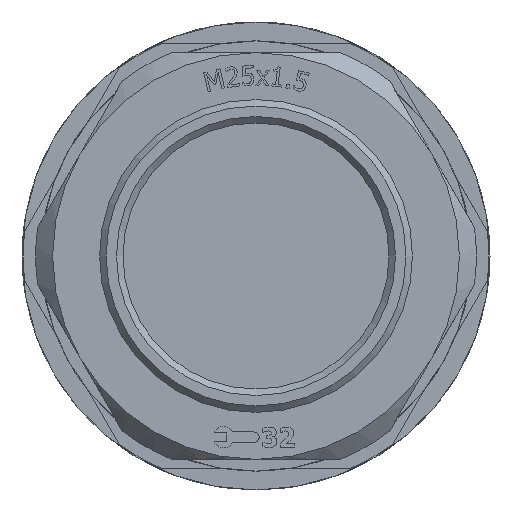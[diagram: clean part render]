
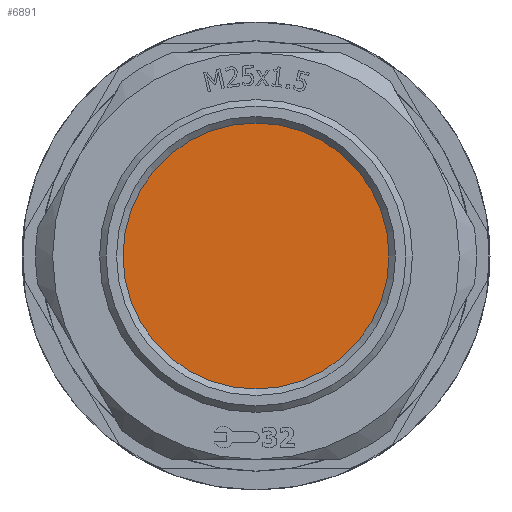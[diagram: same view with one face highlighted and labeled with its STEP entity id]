
A CAD part, front view. The second image highlights one B-rep face of the part: STEP entity #6891.
In plain terms, the highlighted planar face has unit normal (0, -1, 0).
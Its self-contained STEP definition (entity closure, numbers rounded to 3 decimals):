
#174=PLANE('',#7295);
#423=FACE_OUTER_BOUND('',#793,.T.);
#793=EDGE_LOOP('',(#4543));
#1185=CIRCLE('',#7296,10.2);
#2837=VERTEX_POINT('',#13682);
#3518=EDGE_CURVE('',#2837,#2837,#1185,.T.);
#4543=ORIENTED_EDGE('',*,*,#3518,.F.);
#6891=ADVANCED_FACE('',(#423),#174,.T.);
#7295=AXIS2_PLACEMENT_3D('',#13681,#7689,#7690);
#7296=AXIS2_PLACEMENT_3D('',#13683,#7691,#7692);
#7689=DIRECTION('center_axis',(0.,-1.,0.));
#7690=DIRECTION('ref_axis',(0.,0.,-1.));
#7691=DIRECTION('center_axis',(0.,1.,0.));
#7692=DIRECTION('ref_axis',(0.,0.,1.));
#13681=CARTESIAN_POINT('Origin',(-5.576,-14.584,0.));
#13682=CARTESIAN_POINT('',(-5.576,-14.584,-10.2));
#13683=CARTESIAN_POINT('Origin',(-5.576,-14.584,0.));
